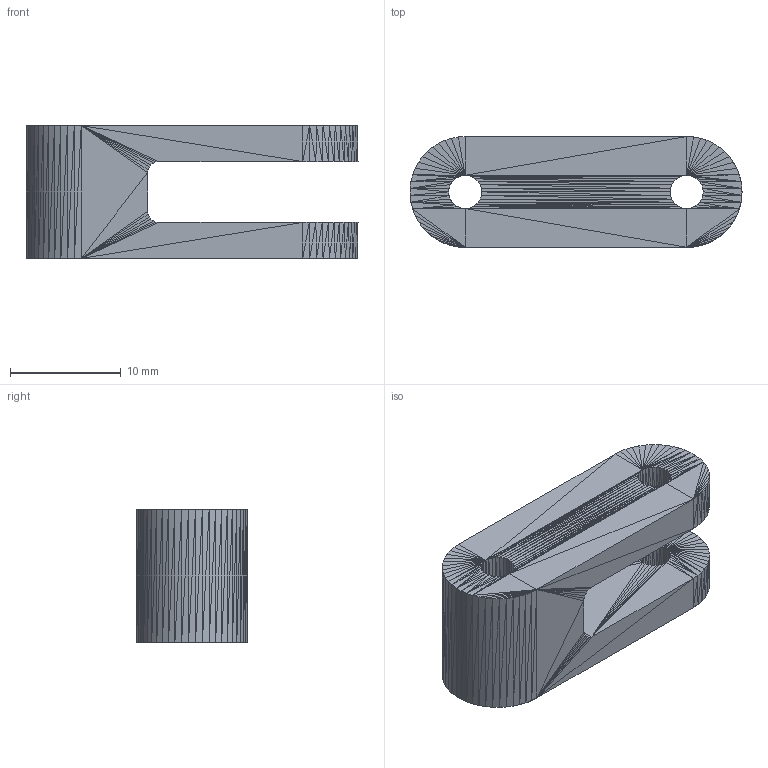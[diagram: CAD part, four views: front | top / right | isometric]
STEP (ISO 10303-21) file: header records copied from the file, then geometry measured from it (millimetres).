
FILE_DESCRIPTION((''),'2;1');
FILE_NAME('Gripper Rod 1 (Print 2 pieces)', '2026-01-31T14:30:09', (''), (''), 'ImageToStl.com STEP Converter','', '');
FILE_SCHEMA(('AUTOMOTIVE_DESIGN_CC2'));
Length unit declared in the file: metre
Products named in the file (1): product0
Bounding box: 29.99 x 10 x 12 mm (x, y, z)
Surface area: 1710.6 mm2 (no closed solid volume)
Topology: 0 solids, 716 shells, 716 faces, 2148 edges, 354 vertices
Faces by surface type: plane 716
Entity records: 16488 total; most frequent: DIRECTION 3582, ORIENTED_EDGE 2148, EDGE_CURVE 2148, LINE 2148, VECTOR 2148, AXIS2_PLACEMENT_3D 717, FACE_SURFACE 716, PLANE 716
